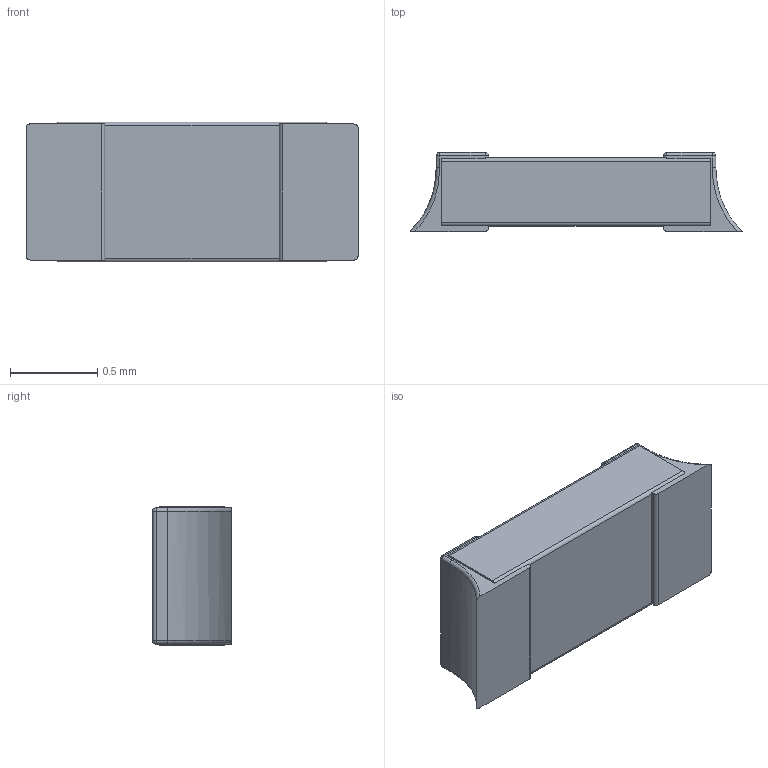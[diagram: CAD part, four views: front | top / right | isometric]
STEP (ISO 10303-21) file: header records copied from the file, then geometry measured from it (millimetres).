
FILE_DESCRIPTION (( 'STEP AP214' ), '1' );
FILE_NAME ('User Library-R0603-1.STEP', '2019-11-07T18:05:19', ( '' ), ( '' ), 'SwSTEP 2.0', 'SolidWorks 2019', '' );
FILE_SCHEMA (( 'AUTOMOTIVE_DESIGN' ));
Length unit declared in the file: millimetre
Products named in the file (1): User Library-R0603-1
Bounding box: 1.9 x 0.45 x 0.8 mm (x, y, z)
Volume: 0.6 mm3; surface area: 4.9 mm2
Topology: 1 solids, 1 shells, 58 faces, 148 edges, 84 vertices
Faces by surface type: plane 22, cylinder 22, sphere 8, bspline 6
Entity records: 2490 total; most frequent: CARTESIAN_POINT 509, ORIENTED_EDGE 280, DIRECTION 278, EDGE_CURVE 140, AXIS2_PLACEMENT_3D 101, VERTEX_POINT 84, LINE 76, VECTOR 76
